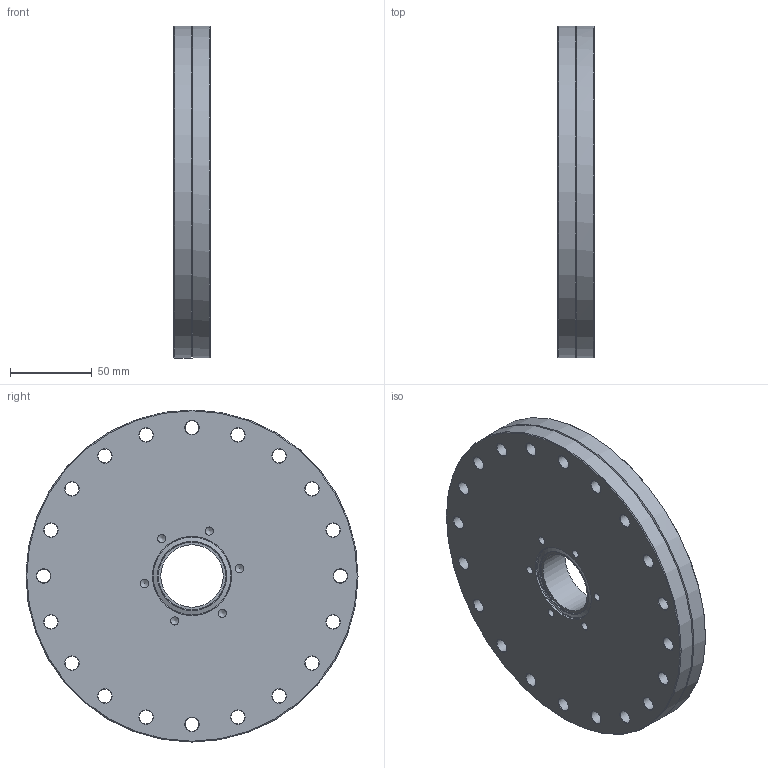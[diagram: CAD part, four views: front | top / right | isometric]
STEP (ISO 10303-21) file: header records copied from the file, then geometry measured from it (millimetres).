
FILE_DESCRIPTION (( 'STEP AP214' ), '1' );
FILE_NAME ('RP1CF16040 FULLVAC.STEP', '2019-10-24T12:19:39', ( '' ), ( '' ), 'SwSTEP 2.0', 'SolidWorks 2017', '' );
FILE_SCHEMA (( 'AUTOMOTIVE_DESIGN' ));
Length unit declared in the file: millimetre
Products named in the file (1): RP1CF16040 FULLVAC
Bounding box: 22 x 202.5 x 202.5 mm (x, y, z)
Volume: 623314.7 mm3; surface area: 90945.1 mm2
Topology: 1 solids, 1 shells, 99 faces, 255 edges, 159 vertices
Faces by surface type: cone 55, cylinder 33, bspline 6, plane 5
Full cylindrical faces by diameter (mm): 5 x6, 8.4 x20, 38.1 x1, 48.3 x1, 171.5 x1, 202.5 x2
Entity records: 2780 total; most frequent: CARTESIAN_POINT 796, DIRECTION 424, ORIENTED_EDGE 264, EDGE_LOOP 232, AXIS2_PLACEMENT_3D 210, FACE_OUTER_BOUND 136, EDGE_CURVE 132, VERTEX_POINT 126
